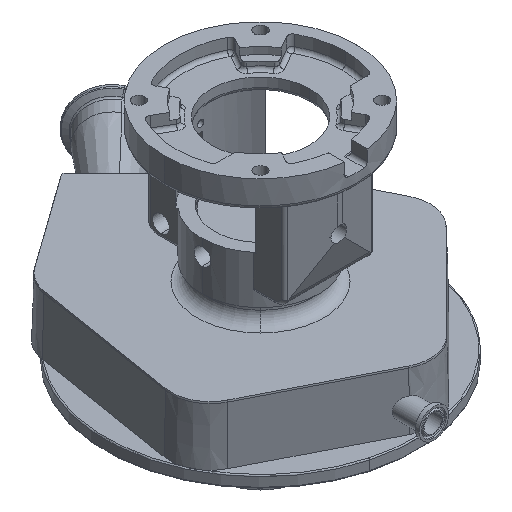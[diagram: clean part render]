
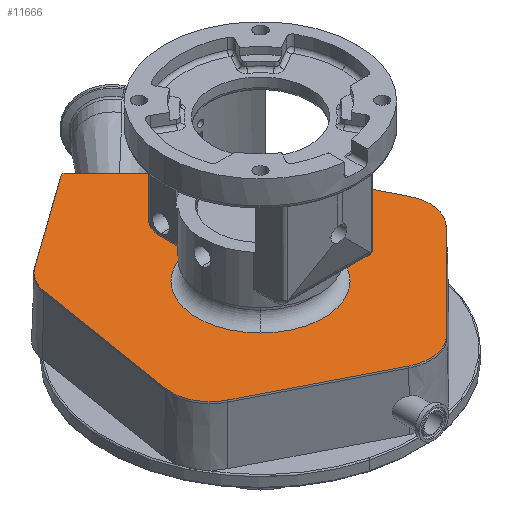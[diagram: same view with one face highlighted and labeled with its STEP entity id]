
A CAD part, isometric view. The second image highlights one B-rep face of the part: STEP entity #11666.
In plain terms, the highlighted planar face has unit normal (0, 0, 1).
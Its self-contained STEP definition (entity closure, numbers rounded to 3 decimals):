
#403 = CIRCLE ( 'NONE', #6088, 33.406 ) ;
#446 = DIRECTION ( 'NONE',  ( -0.707, -0.707, 0. ) ) ;
#845 = DIRECTION ( 'NONE',  ( -0.707, 0.707, 0. ) ) ;
#908 = AXIS2_PLACEMENT_3D ( 'NONE', #14277, #10626, #10473 ) ;
#919 = LINE ( 'NONE', #4005, #7893 ) ;
#1111 = CIRCLE ( 'NONE', #12685, 33.406 ) ;
#1299 = AXIS2_PLACEMENT_3D ( 'NONE', #12210, #2193, #8961 ) ;
#1351 = DIRECTION ( 'NONE',  ( -0.707, -0.707, 0. ) ) ;
#1377 = DIRECTION ( 'NONE',  ( -0.706, -0.708, 0. ) ) ;
#1691 = LINE ( 'NONE', #7108, #6718 ) ;
#1717 = AXIS2_PLACEMENT_3D ( 'NONE', #3833, #12880, #446 ) ;
#1820 = VERTEX_POINT ( 'NONE', #13703 ) ;
#1896 = CARTESIAN_POINT ( 'NONE',  ( 0., 0., -141.5 ) ) ;
#1902 = DIRECTION ( 'NONE',  ( 0.451, -0.892, 0. ) ) ;
#2112 = VERTEX_POINT ( 'NONE', #14142 ) ;
#2193 = DIRECTION ( 'NONE',  ( 0., 0., -1. ) ) ;
#2349 = DIRECTION ( 'NONE',  ( -0.966, -0.259, 0. ) ) ;
#2374 = LINE ( 'NONE', #4055, #11523 ) ;
#2488 = ORIENTED_EDGE ( 'NONE', *, *, #10411, .F. ) ;
#2525 = AXIS2_PLACEMENT_3D ( 'NONE', #6838, #7882, #1351 ) ;
#2626 = LINE ( 'NONE', #7148, #4205 ) ;
#2664 = VECTOR ( 'NONE', #5220, 1000. ) ;
#2678 = ORIENTED_EDGE ( 'NONE', *, *, #8985, .F. ) ;
#2705 = DIRECTION ( 'NONE',  ( -0.707, -0.707, 0. ) ) ;
#2755 = VERTEX_POINT ( 'NONE', #9431 ) ;
#2838 = VERTEX_POINT ( 'NONE', #8626 ) ;
#2962 = DIRECTION ( 'NONE',  ( -0.707, -0.707, 0. ) ) ;
#3096 = CARTESIAN_POINT ( 'NONE',  ( -88.734, -45.017, -141.5 ) ) ;
#3168 = VERTEX_POINT ( 'NONE', #8816 ) ;
#3221 = CIRCLE ( 'NONE', #7007, 55. ) ;
#3571 = DIRECTION ( 'NONE',  ( -0.707, -0.707, 0. ) ) ;
#3699 = AXIS2_PLACEMENT_3D ( 'NONE', #5291, #4324, #7734 ) ;
#3705 = LINE ( 'NONE', #6441, #5381 ) ;
#3768 = DIRECTION ( 'NONE',  ( -0.707, -0.707, 0. ) ) ;
#3833 = CARTESIAN_POINT ( 'NONE',  ( 98.302, -15.394, -141.5 ) ) ;
#3916 = CARTESIAN_POINT ( 'NONE',  ( -3.994, 162.261, -141.5 ) ) ;
#4005 = CARTESIAN_POINT ( 'NONE',  ( 81.317, 81.317, -141.5 ) ) ;
#4009 = EDGE_CURVE ( 'NONE', #2112, #1820, #1691, .T. ) ;
#4027 = VERTEX_POINT ( 'NONE', #5939 ) ;
#4055 = CARTESIAN_POINT ( 'NONE',  ( 144.669, -33.067, -141.5 ) ) ;
#4061 = EDGE_LOOP ( 'NONE', ( #8721, #8166, #13678, #11379, #13674, #6504, #6449, #6262, #10914, #9757, #5021, #8409, #2488, #5473 ) ) ;
#4152 = CIRCLE ( 'NONE', #1299, 33.406 ) ;
#4205 = VECTOR ( 'NONE', #1377, 1000. ) ;
#4217 = CIRCLE ( 'NONE', #908, 33.406 ) ;
#4229 = FACE_BOUND ( 'NONE', #14222, .T. ) ;
#4313 = CARTESIAN_POINT ( 'NONE',  ( -101.399, 86.281, -141.5 ) ) ;
#4324 = DIRECTION ( 'NONE',  ( 0., 0., -1. ) ) ;
#4330 = CARTESIAN_POINT ( 'NONE',  ( 0.571, -128.013, -141.5 ) ) ;
#4614 = CARTESIAN_POINT ( 'NONE',  ( -4.38, 167.015, -141.5 ) ) ;
#4685 = VERTEX_POINT ( 'NONE', #10693 ) ;
#4734 = VERTEX_POINT ( 'NONE', #8382 ) ;
#4916 = VERTEX_POINT ( 'NONE', #7800 ) ;
#5021 = ORIENTED_EDGE ( 'NONE', *, *, #13934, .F. ) ;
#5142 = CIRCLE ( 'NONE', #3699, 33.406 ) ;
#5220 = DIRECTION ( 'NONE',  ( -0.891, 0.454, 0. ) ) ;
#5291 = CARTESIAN_POINT ( 'NONE',  ( 15.737, -98.248, -141.5 ) ) ;
#5329 = EDGE_CURVE ( 'NONE', #9202, #3168, #5337, .T. ) ;
#5337 = LINE ( 'NONE', #14387, #8049 ) ;
#5381 = VECTOR ( 'NONE', #14285, 1000. ) ;
#5473 = ORIENTED_EDGE ( 'NONE', *, *, #14156, .F. ) ;
#5670 = CIRCLE ( 'NONE', #8260, 4.77 ) ;
#5939 = CARTESIAN_POINT ( 'NONE',  ( 0.571, -128.013, -141.5 ) ) ;
#6072 = EDGE_CURVE ( 'NONE', #1820, #7856, #5670, .T. ) ;
#6088 = AXIS2_PLACEMENT_3D ( 'NONE', #3096, #7114, #3768 ) ;
#6262 = ORIENTED_EDGE ( 'NONE', *, *, #14247, .F. ) ;
#6361 = CARTESIAN_POINT ( 'NONE',  ( 40.096, 99.742, -141.5 ) ) ;
#6441 = CARTESIAN_POINT ( 'NONE',  ( -127.433, -75.16, -141.5 ) ) ;
#6449 = ORIENTED_EDGE ( 'NONE', *, *, #13349, .F. ) ;
#6504 = ORIENTED_EDGE ( 'NONE', *, *, #7437, .F. ) ;
#6718 = VECTOR ( 'NONE', #7333, 1000. ) ;
#6838 = CARTESIAN_POINT ( 'NONE',  ( 0., 0., -141.5 ) ) ;
#7007 = AXIS2_PLACEMENT_3D ( 'NONE', #1896, #14432, #14199 ) ;
#7108 = CARTESIAN_POINT ( 'NONE',  ( -116.993, 87.288, -141.5 ) ) ;
#7114 = DIRECTION ( 'NONE',  ( 0., 0., -1. ) ) ;
#7148 = CARTESIAN_POINT ( 'NONE',  ( 39.4, -121.828, -141.5 ) ) ;
#7217 = VERTEX_POINT ( 'NONE', #8059 ) ;
#7333 = DIRECTION ( 'NONE',  ( 0.813, 0.582, 0. ) ) ;
#7414 = DIRECTION ( 'NONE',  ( 0., 0., -1. ) ) ;
#7437 = EDGE_CURVE ( 'NONE', #4734, #2112, #4152, .T. ) ;
#7734 = DIRECTION ( 'NONE',  ( -0.707, -0.707, 0. ) ) ;
#7800 = CARTESIAN_POINT ( 'NONE',  ( 38.891, 38.891, -141.5 ) ) ;
#7856 = VERTEX_POINT ( 'NONE', #4614 ) ;
#7882 = DIRECTION ( 'NONE',  ( 0., 0., 1. ) ) ;
#7893 = VECTOR ( 'NONE', #845, 1000. ) ;
#8049 = VECTOR ( 'NONE', #2349, 1000. ) ;
#8059 = CARTESIAN_POINT ( 'NONE',  ( -103.9, -74.782, -141.5 ) ) ;
#8166 = ORIENTED_EDGE ( 'NONE', *, *, #5329, .T. ) ;
#8180 = ORIENTED_EDGE ( 'NONE', *, *, #12135, .F. ) ;
#8260 = AXIS2_PLACEMENT_3D ( 'NONE', #3916, #7414, #3571 ) ;
#8382 = CARTESIAN_POINT ( 'NONE',  ( -92.04, 104.584, -141.5 ) ) ;
#8409 = ORIENTED_EDGE ( 'NONE', *, *, #14497, .F. ) ;
#8552 = EDGE_CURVE ( 'NONE', #9202, #12577, #1111, .T. ) ;
#8626 = CARTESIAN_POINT ( 'NONE',  ( -121.714, -39.699, -141.5 ) ) ;
#8721 = ORIENTED_EDGE ( 'NONE', *, *, #8552, .F. ) ;
#8748 = DIRECTION ( 'NONE',  ( 0., 0., 1. ) ) ;
#8816 = CARTESIAN_POINT ( 'NONE',  ( 40.305, 122.329, -141.5 ) ) ;
#8961 = DIRECTION ( 'NONE',  ( -0.707, -0.707, 0. ) ) ;
#8985 = EDGE_CURVE ( 'NONE', #4916, #9969, #11059, .T. ) ;
#9134 = AXIS2_PLACEMENT_3D ( 'NONE', #9630, #8748, #2962 ) ;
#9202 = VERTEX_POINT ( 'NONE', #14659 ) ;
#9431 = CARTESIAN_POINT ( 'NONE',  ( 128.115, -0.322, -141.5 ) ) ;
#9630 = CARTESIAN_POINT ( 'NONE',  ( 123.744, 123.744, -141.5 ) ) ;
#9757 = ORIENTED_EDGE ( 'NONE', *, *, #10981, .F. ) ;
#9969 = VERTEX_POINT ( 'NONE', #10179 ) ;
#10179 = CARTESIAN_POINT ( 'NONE',  ( -38.891, -38.891, -141.5 ) ) ;
#10228 = VERTEX_POINT ( 'NONE', #4313 ) ;
#10411 = EDGE_CURVE ( 'NONE', #2755, #12560, #11425, .T. ) ;
#10473 = DIRECTION ( 'NONE',  ( -0.707, -0.707, 0. ) ) ;
#10626 = DIRECTION ( 'NONE',  ( 0., 0., -1. ) ) ;
#10693 = CARTESIAN_POINT ( 'NONE',  ( 39.4, -121.828, -141.5 ) ) ;
#10788 = CARTESIAN_POINT ( 'NONE',  ( 69.909, 114.814, -141.5 ) ) ;
#10914 = ORIENTED_EDGE ( 'NONE', *, *, #14229, .F. ) ;
#10981 = EDGE_CURVE ( 'NONE', #4027, #7217, #12042, .T. ) ;
#11059 = CIRCLE ( 'NONE', #2525, 55. ) ;
#11345 = EDGE_CURVE ( 'NONE', #3168, #7856, #919, .T. ) ;
#11379 = ORIENTED_EDGE ( 'NONE', *, *, #6072, .F. ) ;
#11425 = CIRCLE ( 'NONE', #1717, 33.406 ) ;
#11523 = VECTOR ( 'NONE', #1902, 1000. ) ;
#11666 = ADVANCED_FACE ( 'NONE', ( #4229, #14450 ), #13112, .T. ) ;
#12042 = LINE ( 'NONE', #4330, #2664 ) ;
#12135 = EDGE_CURVE ( 'NONE', #9969, #4916, #3221, .T. ) ;
#12210 = CARTESIAN_POINT ( 'NONE',  ( -68.419, 80.962, -141.5 ) ) ;
#12560 = VERTEX_POINT ( 'NONE', #13155 ) ;
#12577 = VERTEX_POINT ( 'NONE', #10788 ) ;
#12685 = AXIS2_PLACEMENT_3D ( 'NONE', #6361, #14191, #2705 ) ;
#12880 = DIRECTION ( 'NONE',  ( 0., 0., -1. ) ) ;
#13112 = PLANE ( 'NONE',  #9134 ) ;
#13155 = CARTESIAN_POINT ( 'NONE',  ( 121.965, -38.974, -141.5 ) ) ;
#13349 = EDGE_CURVE ( 'NONE', #10228, #4734, #4217, .T. ) ;
#13674 = ORIENTED_EDGE ( 'NONE', *, *, #4009, .F. ) ;
#13678 = ORIENTED_EDGE ( 'NONE', *, *, #11345, .T. ) ;
#13703 = CARTESIAN_POINT ( 'NONE',  ( -6.769, 166.14, -141.5 ) ) ;
#13934 = EDGE_CURVE ( 'NONE', #4685, #4027, #5142, .T. ) ;
#14142 = CARTESIAN_POINT ( 'NONE',  ( -87.855, 108.132, -141.5 ) ) ;
#14156 = EDGE_CURVE ( 'NONE', #12577, #2755, #2374, .T. ) ;
#14191 = DIRECTION ( 'NONE',  ( 0., 0., -1. ) ) ;
#14199 = DIRECTION ( 'NONE',  ( -0.707, -0.707, 0. ) ) ;
#14222 = EDGE_LOOP ( 'NONE', ( #8180, #2678 ) ) ;
#14229 = EDGE_CURVE ( 'NONE', #7217, #2838, #403, .T. ) ;
#14247 = EDGE_CURVE ( 'NONE', #2838, #10228, #3705, .T. ) ;
#14277 = CARTESIAN_POINT ( 'NONE',  ( -68.419, 80.962, -141.5 ) ) ;
#14285 = DIRECTION ( 'NONE',  ( 0.159, 0.987, 0. ) ) ;
#14387 = CARTESIAN_POINT ( 'NONE',  ( 118.508, 143.284, -141.5 ) ) ;
#14432 = DIRECTION ( 'NONE',  ( 0., 0., 1. ) ) ;
#14450 = FACE_OUTER_BOUND ( 'NONE', #4061, .T. ) ;
#14497 = EDGE_CURVE ( 'NONE', #12560, #4685, #2626, .T. ) ;
#14659 = CARTESIAN_POINT ( 'NONE',  ( 58.944, 127.324, -141.5 ) ) ;
